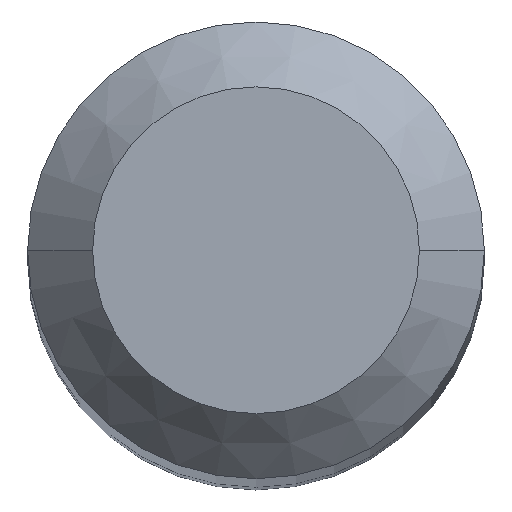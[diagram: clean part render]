
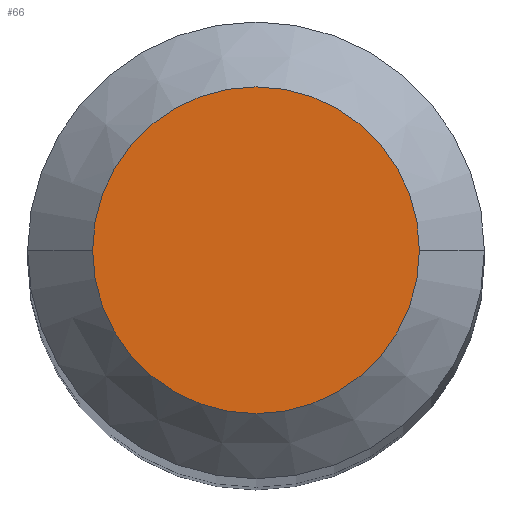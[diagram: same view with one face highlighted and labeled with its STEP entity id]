
A CAD part, top view. The second image highlights one B-rep face of the part: STEP entity #66.
In plain terms, the highlighted planar face has unit normal (0, 0, 1).
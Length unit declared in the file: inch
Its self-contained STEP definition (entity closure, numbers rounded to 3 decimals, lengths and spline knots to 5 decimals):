
#16 = DIRECTION ( 'NONE',  ( 0., 0., 1. ) ) ;
#26 = CIRCLE ( 'NONE', #127, 0.0503 ) ;
#51 = ORIENTED_EDGE ( 'NONE', *, *, #172, .T. ) ;
#66 = ADVANCED_FACE ( 'NONE', ( #112 ), #202, .F. ) ;
#73 = CARTESIAN_POINT ( 'NONE',  ( 0., 0., 0. ) ) ;
#104 = DIRECTION ( 'NONE',  ( 1., 0., 0. ) ) ;
#112 = FACE_OUTER_BOUND ( 'NONE', #179, .T. ) ;
#117 = AXIS2_PLACEMENT_3D ( 'NONE', #354, #325, #104 ) ;
#125 = VERTEX_POINT ( 'NONE', #287 ) ;
#127 = AXIS2_PLACEMENT_3D ( 'NONE', #73, #16, #188 ) ;
#172 = EDGE_CURVE ( 'NONE', #258, #125, #212, .T. ) ;
#179 = EDGE_LOOP ( 'NONE', ( #333, #51 ) ) ;
#188 = DIRECTION ( 'NONE',  ( 1., 0., 0. ) ) ;
#202 = PLANE ( 'NONE',  #302 ) ;
#212 = CIRCLE ( 'NONE', #117, 0.0503 ) ;
#236 = DIRECTION ( 'NONE',  ( -1., 0., 0. ) ) ;
#258 = VERTEX_POINT ( 'NONE', #265 ) ;
#265 = CARTESIAN_POINT ( 'NONE',  ( 0.0503, 0., 0. ) ) ;
#287 = CARTESIAN_POINT ( 'NONE',  ( -0.0503, 0., 0. ) ) ;
#302 = AXIS2_PLACEMENT_3D ( 'NONE', #356, #326, #236 ) ;
#325 = DIRECTION ( 'NONE',  ( 0., 0., 1. ) ) ;
#326 = DIRECTION ( 'NONE',  ( 0., 0., -1. ) ) ;
#333 = ORIENTED_EDGE ( 'NONE', *, *, #389, .T. ) ;
#354 = CARTESIAN_POINT ( 'NONE',  ( 0., 0., 0. ) ) ;
#356 = CARTESIAN_POINT ( 'NONE',  ( 0., 0.0503, 0. ) ) ;
#389 = EDGE_CURVE ( 'NONE', #125, #258, #26, .T. ) ;
